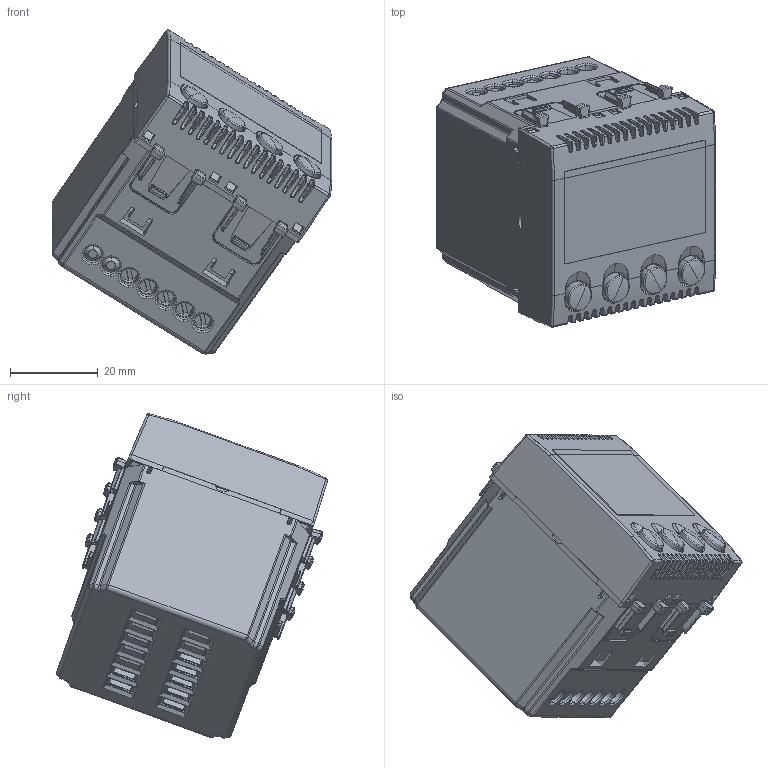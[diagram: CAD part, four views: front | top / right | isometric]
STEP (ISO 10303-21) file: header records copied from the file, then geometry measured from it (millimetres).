
FILE_DESCRIPTION(('CATIA V5 STEP Exchange'),'2;1');
FILE_NAME('441085SW.stp','2024-02-27T12:34:28+00:00',('none'),('none'),'CATIA Version 5-6 Release 2016 SP6','CATIA V5 STEP AP203','none');
FILE_SCHEMA(('CONFIG_CONTROL_DESIGN'));
Products named in the file (2): 441085SW; AS2258@
Assembly tree (8 placements, depth 3):
  441085SW
    #57
    AS2258@
      #24752
      #96709
    #102796  x3
    #104851
Bounding box: 63.65 x 61.74 x 73.9 mm (x, y, z)
Volume: 28771.8 mm3; surface area: 35622.6 mm2
Topology: 7 solids, 7 shells, 2957 faces, 7588 edges, 4539 vertices
Faces by surface type: plane 1201, cylinder 788, bspline 562, cone 199, sphere 104, torus 101, revolution 2
Entity records: 110086 total; most frequent: CARTESIAN_POINT 53900, ORIENTED_EDGE 14244, EDGE_CURVE 7122, DIRECTION 7056, VERTEX_POINT 4311, B_SPLINE_CURVE_WITH_KNOTS 3178, VECTOR 3133, LINE 3133
